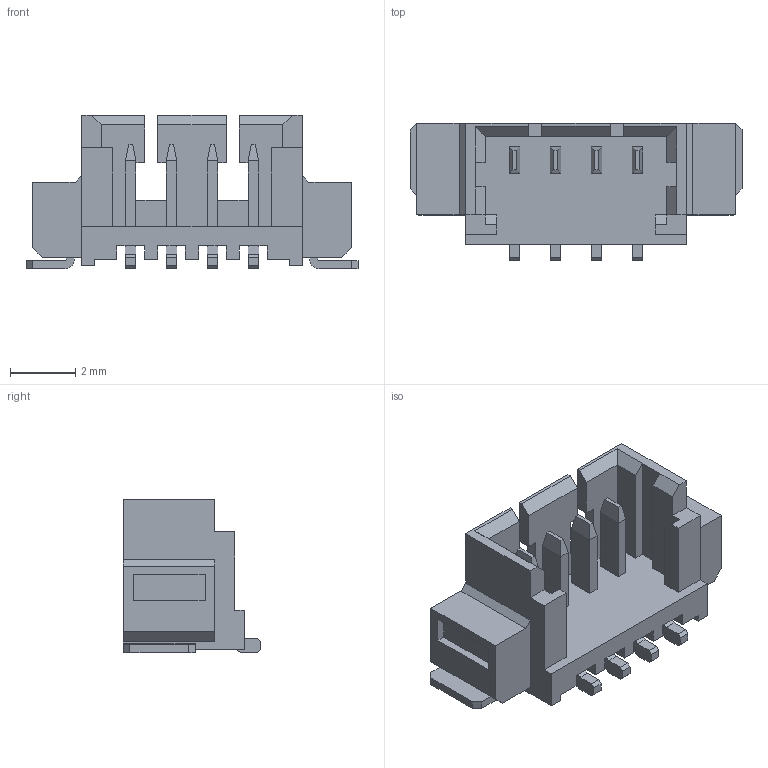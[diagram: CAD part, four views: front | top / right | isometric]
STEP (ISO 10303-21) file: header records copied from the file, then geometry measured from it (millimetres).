
FILE_DESCRIPTION((''),'2;1');
FILE_NAME('533980471','2013-10-17T',('me'),(''),'PRO/ENGINEER BY PARAMETRIC TECHNOLOGY CORPORATION, 2011490','PRO/ENGINEER BY PARAMETRIC TECHNOLOGY CORPORATION, 2011490','');
FILE_SCHEMA(('CONFIG_CONTROL_DESIGN'));
Length unit declared in the file: millimetre
Products named in the file (1): 533980471
Bounding box: 10.15 x 4.2 x 4.7 mm (x, y, z)
Volume: 60.9 mm3; surface area: 271.6 mm2
Topology: 1 solids, 2 shells, 257 faces, 702 edges, 470 vertices
Faces by surface type: plane 249, cylinder 8
Entity records: 7901 total; most frequent: CARTESIAN_POINT 1400, ORIENTED_EDGE 1342, DIRECTION 1228, VECTOR 684, LINE 684, EDGE_CURVE 671, VERTEX_POINT 432, AXIS2_PLACEMENT_3D 272
